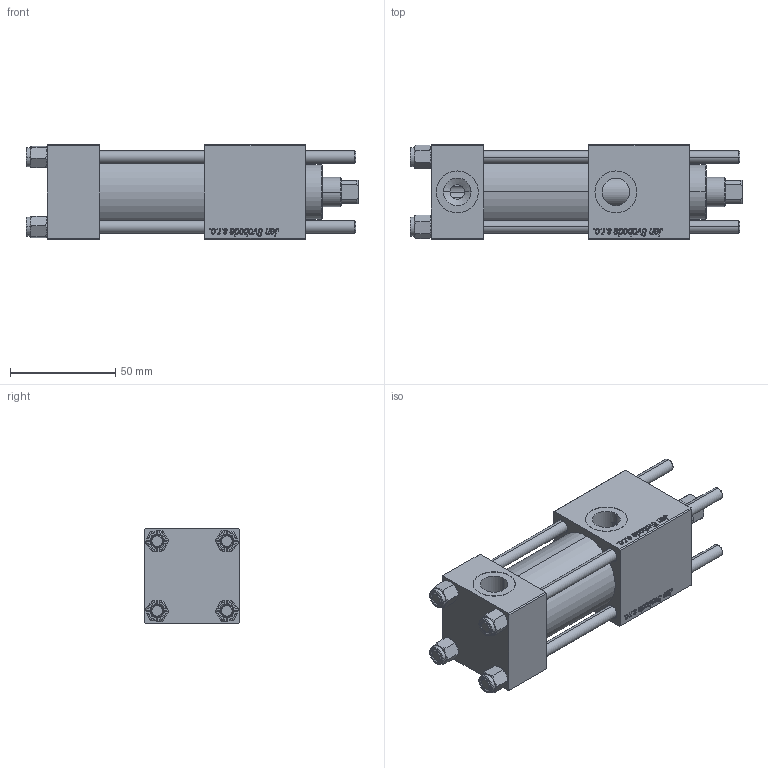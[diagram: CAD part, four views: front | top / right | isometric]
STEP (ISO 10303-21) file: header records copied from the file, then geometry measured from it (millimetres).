
FILE_DESCRIPTION (( 'STEP AP203' ), '1' );
FILE_NAME ('0bab.STEP', '2022-04-16T11:24:11', ( '' ), ( '' ), 'SwSTEP 2.0', 'SolidWorks 2019', '' );
FILE_SCHEMA (( 'CONFIG_CONTROL_DESIGN' ));
Length unit declared in the file: millimetre
Products named in the file (6): V215CR_B_TYCINKA 7c3ae88ad4f737c07bf960ccf73a4e2d; 0bab; V215CR_VCP_B 7c3ae88ad4f737c07bf960ccf73a4e2d; V215_VC_A 7c3ae88ad4f737c07bf960ccf73a4e2d; V215CR_B-1 7c3ae88ad4f737c07bf960ccf73a4e2d; NUT_M5_B 7c3ae88ad4f737c07bf960ccf73a4e2d
Assembly tree (11 placements, depth 2):
  0bab
    V215CR_B-1 7c3ae88ad4f737c07bf960ccf73a4e2d
    V215CR_VCP_B 7c3ae88ad4f737c07bf960ccf73a4e2d
    NUT_M5_B 7c3ae88ad4f737c07bf960ccf73a4e2d  x4
    V215CR_B_TYCINKA 7c3ae88ad4f737c07bf960ccf73a4e2d  x4
    V215_VC_A 7c3ae88ad4f737c07bf960ccf73a4e2d
Bounding box: 158 x 45 x 45 mm (x, y, z)
Volume: 198244.1 mm3; surface area: 72775.7 mm2
Topology: 11 solids, 11 shells, 1163 faces, 2951 edges, 1913 vertices
Faces by surface type: bspline 504, plane 433, cone 136, cylinder 82, torus 8
Entity records: 57017 total; most frequent: CARTESIAN_POINT 34112, ORIENTED_EDGE 5394, DIRECTION 2949, EDGE_CURVE 2697, VERTEX_POINT 1769, VECTOR 1449, LINE 1449, EDGE_LOOP 1166
